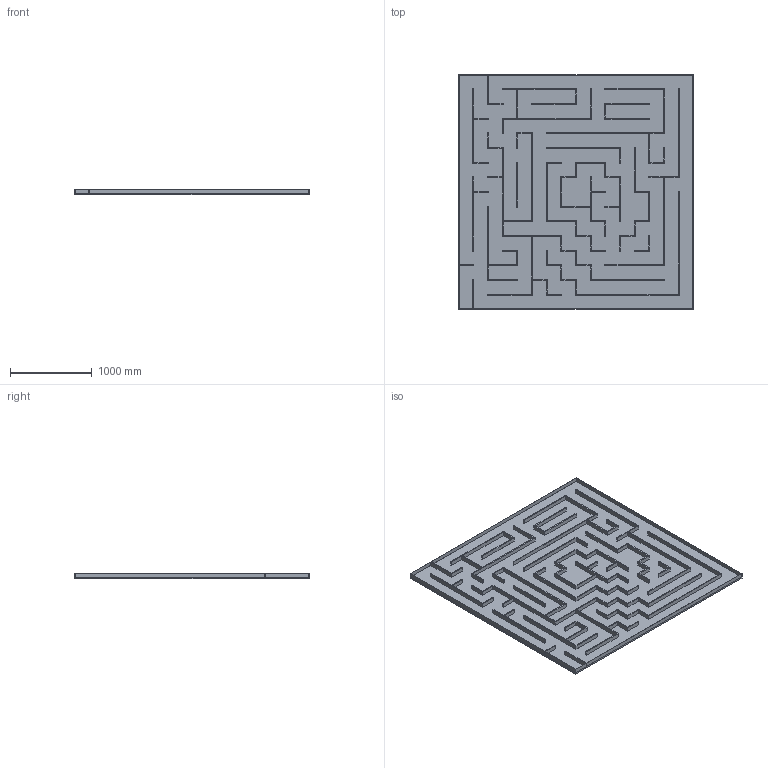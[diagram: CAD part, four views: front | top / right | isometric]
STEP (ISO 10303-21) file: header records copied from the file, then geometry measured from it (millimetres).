
FILE_DESCRIPTION (( 'STEP AP214' ), '1' );
FILE_NAME ('Maze Part step AP214.STEP', '2020-07-28T14:31:56', ( '' ), ( '' ), 'SwSTEP 2.0', 'SolidWorks 2019', '' );
FILE_SCHEMA (( 'AUTOMOTIVE_DESIGN' ));
Length unit declared in the file: millimetre
Products named in the file (1): Maze Part step AP214
Bounding box: 2880 x 2880 x 70 mm (x, y, z)
Surface area: 22269216 mm2 (no closed solid volume)
Topology: 0 solids, 17 shells, 280 faces, 786 edges, 524 vertices
Faces by surface type: plane 280
Entity records: 11661 total; most frequent: CARTESIAN_POINT 1591, DIRECTION 1348, ORIENTED_EDGE 1314, VECTOR 786, EDGE_CURVE 786, LINE 786, VERTEX_POINT 524, UNCERTAINTY_MEASURE_WITH_UNIT 282
